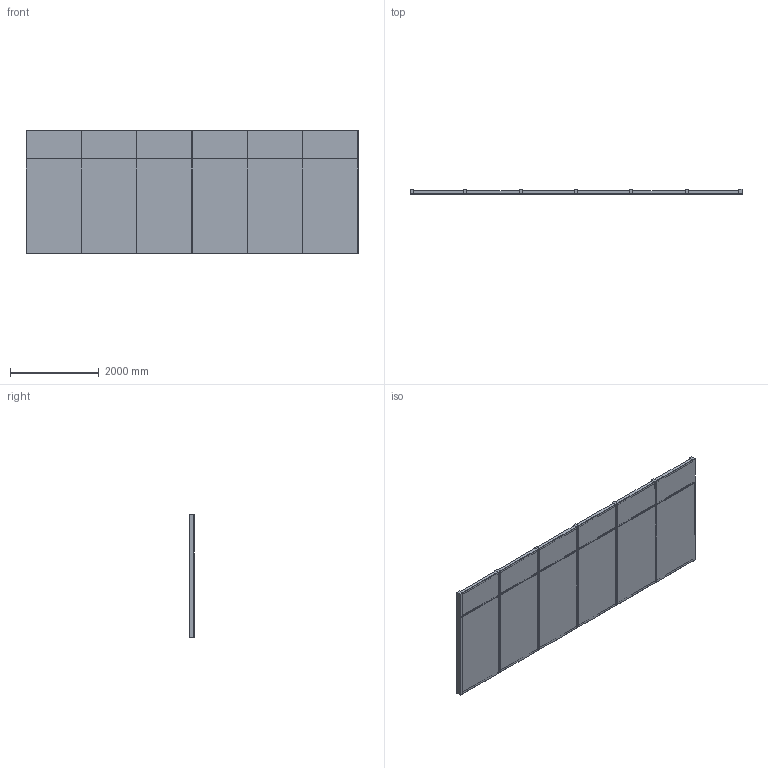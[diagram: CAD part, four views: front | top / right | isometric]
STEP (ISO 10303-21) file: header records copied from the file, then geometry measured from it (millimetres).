
FILE_DESCRIPTION(('FreeCAD Model'),'2;1');
FILE_NAME('Glass skin 6 fixed modules.step','2016-10-04T17:08:42',('Author'),(''), 'Open CASCADE STEP processor 6.8','FreeCAD','Unknown');
FILE_SCHEMA(('AUTOMOTIVE_DESIGN_CC2 { 1 2 10303 214 -1 1 5 4 }'));
Length unit declared in the file: millimetre
Products named in the file (2): ASSEMBLY; Glass_skin_6_fixed_modules
Assembly tree (1 placements, depth 2):
  ASSEMBLY
    Glass_skin_6_fixed_modules
Bounding box: 7498 x 110 x 2798 mm (x, y, z)
Volume: 418973000 mm3; surface area: 54236560 mm2
Topology: 37 solids, 37 shells, 222 faces, 444 edges, 296 vertices
Faces by surface type: plane 222
Entity records: 12913 total; most frequent: CARTESIAN_POINT 1852, DIRECTION 1780, LINE 1332, VECTOR 1332, ORIENTED_EDGE 888, PCURVE 888, DEFINITIONAL_REPRESENTATION 888, EDGE_CURVE 444
